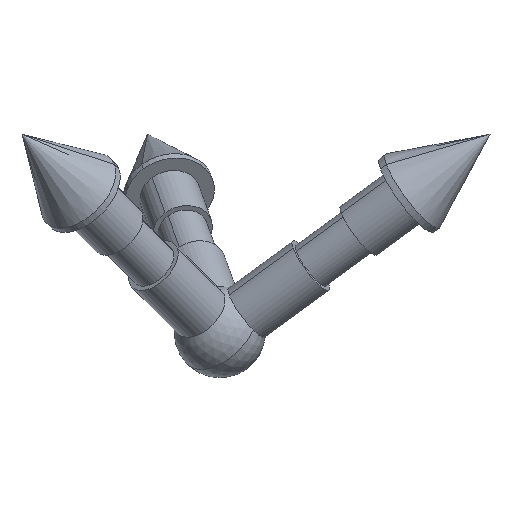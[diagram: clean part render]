
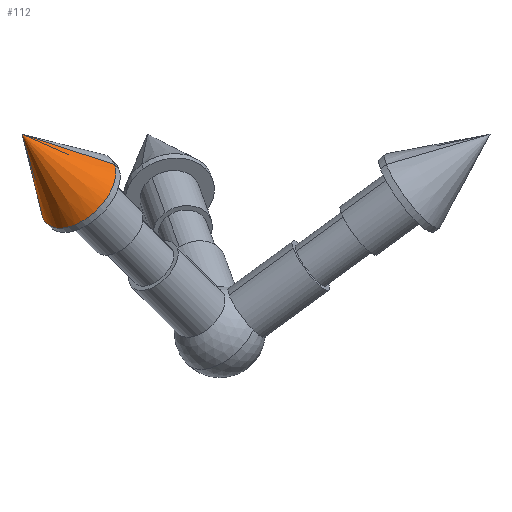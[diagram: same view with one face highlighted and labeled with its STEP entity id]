
A CAD part, front view. The second image highlights one B-rep face of the part: STEP entity #112.
In plain terms, the highlighted conical face has half-angle 25 degrees and reference radius 466.308 mm.
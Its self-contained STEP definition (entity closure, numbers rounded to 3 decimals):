
#97 = VECTOR ( 'NONE', #506, 1000. ) ;
#112 = ADVANCED_FACE ( 'NONE', ( #472 ), #654, .T. ) ;
#158 = DIRECTION ( 'NONE',  ( 0.577, 0.577, -0.577 ) ) ;
#303 = AXIS2_PLACEMENT_3D ( 'NONE', #861, #679, #1134 ) ;
#368 = VERTEX_POINT ( 'NONE', #648 ) ;
#433 = ORIENTED_EDGE ( 'NONE', *, *, #605, .F. ) ;
#458 = EDGE_LOOP ( 'NONE', ( #577, #984, #433 ) ) ;
#472 = FACE_OUTER_BOUND ( 'NONE', #458, .T. ) ;
#506 = DIRECTION ( 'NONE',  ( 0.19, 0.613, -0.767 ) ) ;
#577 = ORIENTED_EDGE ( 'NONE', *, *, #662, .F. ) ;
#605 = EDGE_CURVE ( 'NONE', #645, #368, #716, .T. ) ;
#618 = AXIS2_PLACEMENT_3D ( 'NONE', #710, #158, #800 ) ;
#645 = VERTEX_POINT ( 'NONE', #1118 ) ;
#648 = CARTESIAN_POINT ( 'NONE',  ( -23.284, -17.284, -10.893 ) ) ;
#654 = CONICAL_SURFACE ( 'NONE', #303, 466.308, 0.436 ) ;
#662 = EDGE_CURVE ( 'NONE', #907, #645, #767, .T. ) ;
#679 = DIRECTION ( 'NONE',  ( 0.577, 0.577, -0.577 ) ) ;
#693 = CARTESIAN_POINT ( 'NONE',  ( -25.981, -25.981, 0. ) ) ;
#710 = CARTESIAN_POINT ( 'NONE',  ( -18.552, -18.552, -7.429 ) ) ;
#716 = CIRCLE ( 'NONE', #618, 6. ) ;
#767 = LINE ( 'NONE', #1010, #895 ) ;
#800 = DIRECTION ( 'NONE',  ( -0.789, 0.211, -0.577 ) ) ;
#861 = CARTESIAN_POINT ( 'NONE',  ( 551.37, 551.37, -577.35 ) ) ;
#895 = VECTOR ( 'NONE', #1102, 1000. ) ;
#907 = VERTEX_POINT ( 'NONE', #693 ) ;
#952 = CARTESIAN_POINT ( 'NONE',  ( -25.981, -25.981, 0. ) ) ;
#984 = ORIENTED_EDGE ( 'NONE', *, *, #1090, .T. ) ;
#987 = LINE ( 'NONE', #952, #97 ) ;
#1010 = CARTESIAN_POINT ( 'NONE',  ( -25.981, -25.981, 0. ) ) ;
#1090 = EDGE_CURVE ( 'NONE', #907, #368, #987, .T. ) ;
#1102 = DIRECTION ( 'NONE',  ( 0.857, 0.434, -0.279 ) ) ;
#1118 = CARTESIAN_POINT ( 'NONE',  ( -13.82, -19.82, -3.965 ) ) ;
#1134 = DIRECTION ( 'NONE',  ( -0.789, 0.211, -0.577 ) ) ;
